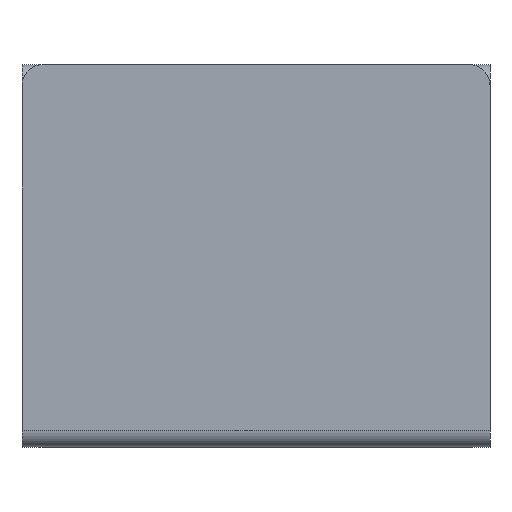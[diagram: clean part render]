
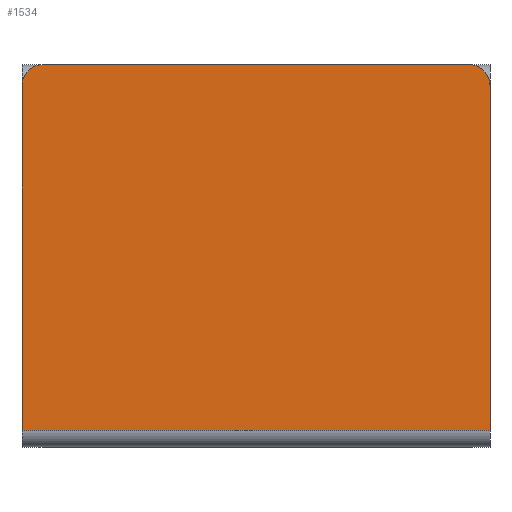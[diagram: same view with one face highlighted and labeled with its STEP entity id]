
A CAD part, front view. The second image highlights one B-rep face of the part: STEP entity #1534.
In plain terms, the highlighted planar face has unit normal (0, -1, 0).
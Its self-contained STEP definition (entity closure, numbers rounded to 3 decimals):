
#108=PLANE('',#1718);
#190=FACE_OUTER_BOUND('',#328,.T.);
#328=EDGE_LOOP('',(#1403,#1404,#1405,#1406,#1407,#1408));
#389=LINE('',#2436,#509);
#395=LINE('',#2453,#515);
#447=LINE('',#2595,#567);
#448=LINE('',#2598,#568);
#509=VECTOR('',#1997,10.);
#515=VECTOR('',#2013,10.);
#567=VECTOR('',#2173,10.);
#568=VECTOR('',#2178,10.);
#634=CIRCLE('',#1655,5.);
#636=CIRCLE('',#1660,5.);
#739=VERTEX_POINT('',#2426);
#740=VERTEX_POINT('',#2428);
#742=VERTEX_POINT('',#2434);
#746=VERTEX_POINT('',#2446);
#747=VERTEX_POINT('',#2448);
#748=VERTEX_POINT('',#2452);
#907=EDGE_CURVE('',#739,#740,#634,.T.);
#911=EDGE_CURVE('',#739,#742,#389,.T.);
#917=EDGE_CURVE('',#746,#747,#636,.T.);
#919=EDGE_CURVE('',#748,#747,#395,.T.);
#991=EDGE_CURVE('',#742,#748,#447,.T.);
#992=EDGE_CURVE('',#746,#740,#448,.T.);
#1403=ORIENTED_EDGE('',*,*,#907,.F.);
#1404=ORIENTED_EDGE('',*,*,#911,.T.);
#1405=ORIENTED_EDGE('',*,*,#991,.T.);
#1406=ORIENTED_EDGE('',*,*,#919,.T.);
#1407=ORIENTED_EDGE('',*,*,#917,.F.);
#1408=ORIENTED_EDGE('',*,*,#992,.T.);
#1534=ADVANCED_FACE('',(#190),#108,.F.);
#1655=AXIS2_PLACEMENT_3D('',#2429,#1990,#1991);
#1660=AXIS2_PLACEMENT_3D('',#2449,#2008,#2009);
#1718=AXIS2_PLACEMENT_3D('',#2599,#2179,#2180);
#1990=DIRECTION('center_axis',(0.,1.,0.));
#1991=DIRECTION('ref_axis',(-0.707,0.,0.707));
#1997=DIRECTION('',(0.,0.,-1.));
#2008=DIRECTION('center_axis',(0.,1.,0.));
#2009=DIRECTION('ref_axis',(0.707,0.,0.707));
#2013=DIRECTION('',(0.,0.,1.));
#2173=DIRECTION('',(1.,0.,0.));
#2178=DIRECTION('',(-1.,0.,0.));
#2179=DIRECTION('center_axis',(0.,1.,0.));
#2180=DIRECTION('ref_axis',(1.,0.,0.));
#2426=CARTESIAN_POINT('',(-55.,0.,40.));
#2428=CARTESIAN_POINT('',(-50.,0.,45.));
#2429=CARTESIAN_POINT('Origin',(-50.,0.,40.));
#2434=CARTESIAN_POINT('',(-55.,0.,-41.));
#2436=CARTESIAN_POINT('',(-55.,0.,45.));
#2446=CARTESIAN_POINT('',(50.,0.,45.));
#2448=CARTESIAN_POINT('',(55.,0.,40.));
#2449=CARTESIAN_POINT('Origin',(50.,0.,40.));
#2452=CARTESIAN_POINT('',(55.,0.,-41.));
#2453=CARTESIAN_POINT('',(55.,0.,-45.));
#2595=CARTESIAN_POINT('',(-27.5,0.,-41.));
#2598=CARTESIAN_POINT('',(55.,0.,45.));
#2599=CARTESIAN_POINT('Origin',(0.,0.,0.));
